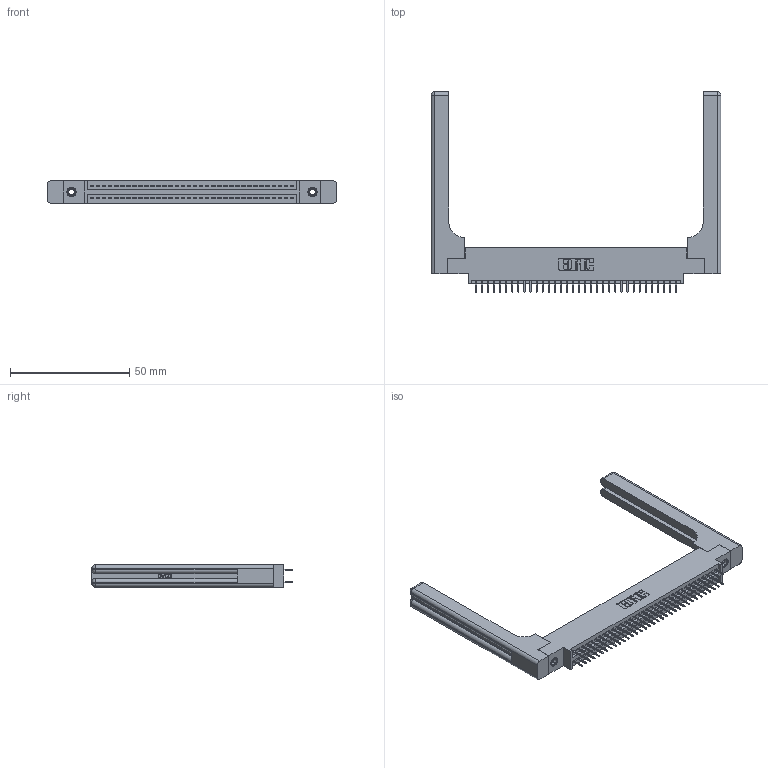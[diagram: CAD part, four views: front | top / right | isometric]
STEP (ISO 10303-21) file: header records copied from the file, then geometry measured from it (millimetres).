
FILE_DESCRIPTION (( 'STEP AP203' ), '1' );
FILE_NAME ('395-068-525-858.STEP', '2020-09-25T04:08:49', ( '' ), ( '' ), 'SwSTEP 2.0', 'SolidWorks 2020', '' );
FILE_SCHEMA (( 'CONFIG_CONTROL_DESIGN' ));
Length unit declared in the file: inch
Products named in the file (5): 345-250-001_345-250-001-102; 345-220-058_345-220-058; 345-292-001_345-293-125; 345 Part_0.170 Offset - 0.156 Dia-TH; 395-068-525-858
Assembly tree (73 placements, depth 2):
  395-068-525-858
    345 Part_0.170 Offset - 0.156 Dia-TH
    345-292-001_345-293-125  x68
    345-250-001_345-250-001-102  x2
    345-220-058_345-220-058  x2
Bounding box: 121.39 x 84 x 9.4 mm (x, y, z)
Volume: 19967.2 mm3; surface area: 21697.3 mm2
Topology: 73 solids, 73 shells, 4058 faces, 11423 edges, 7322 vertices
Faces by surface type: plane 2884, cylinder 1114, bspline 36, cone 12, sphere 8, torus 4
Entity records: 33142 total; most frequent: CARTESIAN_POINT 6557, ORIENTED_EDGE 5288, DIRECTION 4724, EDGE_CURVE 2644, LINE 2288, VECTOR 2288, VERTEX_POINT 1750, AXIS2_PLACEMENT_3D 1218
